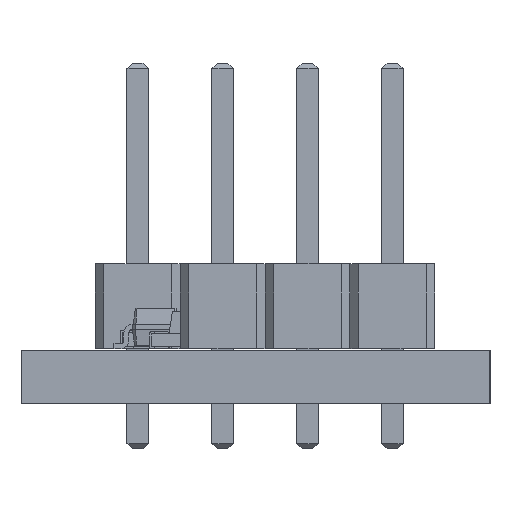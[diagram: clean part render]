
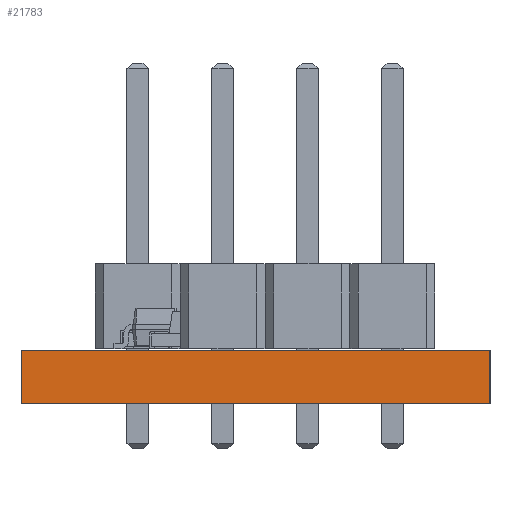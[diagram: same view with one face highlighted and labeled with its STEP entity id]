
A CAD part, left-side view. The second image highlights one B-rep face of the part: STEP entity #21783.
In plain terms, the highlighted planar face has unit normal (-1, 0, 0).
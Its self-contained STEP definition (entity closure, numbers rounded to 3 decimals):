
#21667 = EDGE_CURVE('',#21668,#21670,#21672,.T.);
#21668 = VERTEX_POINT('',#21669);
#21669 = CARTESIAN_POINT('',(96.,-82.,0.));
#21670 = VERTEX_POINT('',#21671);
#21671 = CARTESIAN_POINT('',(96.,-82.,1.6));
#21672 = SURFACE_CURVE('',#21673,(#21677,#21689),.PCURVE_S1.);
#21673 = LINE('',#21674,#21675);
#21674 = CARTESIAN_POINT('',(96.,-82.,0.));
#21675 = VECTOR('',#21676,1.);
#21676 = DIRECTION('',(0.,0.,1.));
#21677 = PCURVE('',#21678,#21683);
#21678 = PLANE('',#21679);
#21679 = AXIS2_PLACEMENT_3D('',#21680,#21681,#21682);
#21680 = CARTESIAN_POINT('',(96.,-82.,0.));
#21681 = DIRECTION('',(0.,1.,0.));
#21682 = DIRECTION('',(1.,0.,0.));
#21683 = DEFINITIONAL_REPRESENTATION('',(#21684),#21688);
#21684 = LINE('',#21685,#21686);
#21685 = CARTESIAN_POINT('',(0.,0.));
#21686 = VECTOR('',#21687,1.);
#21687 = DIRECTION('',(0.,-1.));
#21688 = ( GEOMETRIC_REPRESENTATION_CONTEXT(2) 
PARAMETRIC_REPRESENTATION_CONTEXT() REPRESENTATION_CONTEXT('2D SPACE',''
  ) );
#21689 = PCURVE('',#21690,#21695);
#21690 = PLANE('',#21691);
#21691 = AXIS2_PLACEMENT_3D('',#21692,#21693,#21694);
#21692 = CARTESIAN_POINT('',(96.,-96.,0.));
#21693 = DIRECTION('',(-1.,0.,0.));
#21694 = DIRECTION('',(0.,1.,0.));
#21695 = DEFINITIONAL_REPRESENTATION('',(#21696),#21700);
#21696 = LINE('',#21697,#21698);
#21697 = CARTESIAN_POINT('',(14.,0.));
#21698 = VECTOR('',#21699,1.);
#21699 = DIRECTION('',(0.,-1.));
#21700 = ( GEOMETRIC_REPRESENTATION_CONTEXT(2) 
PARAMETRIC_REPRESENTATION_CONTEXT() REPRESENTATION_CONTEXT('2D SPACE',''
  ) );
#21718 = PLANE('',#21719);
#21719 = AXIS2_PLACEMENT_3D('',#21720,#21721,#21722);
#21720 = CARTESIAN_POINT('',(114.,-89.,1.6));
#21721 = DIRECTION('',(-0.,-0.,-1.));
#21722 = DIRECTION('',(-1.,0.,0.));
#21772 = PLANE('',#21773);
#21773 = AXIS2_PLACEMENT_3D('',#21774,#21775,#21776);
#21774 = CARTESIAN_POINT('',(114.,-89.,0.));
#21775 = DIRECTION('',(-0.,-0.,-1.));
#21776 = DIRECTION('',(-1.,0.,0.));
#21783 = ADVANCED_FACE('',(#21784),#21690,.T.);
#21784 = FACE_BOUND('',#21785,.T.);
#21785 = EDGE_LOOP('',(#21786,#21816,#21837,#21838));
#21786 = ORIENTED_EDGE('',*,*,#21787,.T.);
#21787 = EDGE_CURVE('',#21788,#21790,#21792,.T.);
#21788 = VERTEX_POINT('',#21789);
#21789 = CARTESIAN_POINT('',(96.,-96.,0.));
#21790 = VERTEX_POINT('',#21791);
#21791 = CARTESIAN_POINT('',(96.,-96.,1.6));
#21792 = SURFACE_CURVE('',#21793,(#21797,#21804),.PCURVE_S1.);
#21793 = LINE('',#21794,#21795);
#21794 = CARTESIAN_POINT('',(96.,-96.,0.));
#21795 = VECTOR('',#21796,1.);
#21796 = DIRECTION('',(0.,0.,1.));
#21797 = PCURVE('',#21690,#21798);
#21798 = DEFINITIONAL_REPRESENTATION('',(#21799),#21803);
#21799 = LINE('',#21800,#21801);
#21800 = CARTESIAN_POINT('',(0.,0.));
#21801 = VECTOR('',#21802,1.);
#21802 = DIRECTION('',(0.,-1.));
#21803 = ( GEOMETRIC_REPRESENTATION_CONTEXT(2) 
PARAMETRIC_REPRESENTATION_CONTEXT() REPRESENTATION_CONTEXT('2D SPACE',''
  ) );
#21804 = PCURVE('',#21805,#21810);
#21805 = PLANE('',#21806);
#21806 = AXIS2_PLACEMENT_3D('',#21807,#21808,#21809);
#21807 = CARTESIAN_POINT('',(132.,-96.,0.));
#21808 = DIRECTION('',(0.,-1.,0.));
#21809 = DIRECTION('',(-1.,0.,0.));
#21810 = DEFINITIONAL_REPRESENTATION('',(#21811),#21815);
#21811 = LINE('',#21812,#21813);
#21812 = CARTESIAN_POINT('',(36.,0.));
#21813 = VECTOR('',#21814,1.);
#21814 = DIRECTION('',(0.,-1.));
#21815 = ( GEOMETRIC_REPRESENTATION_CONTEXT(2) 
PARAMETRIC_REPRESENTATION_CONTEXT() REPRESENTATION_CONTEXT('2D SPACE',''
  ) );
#21816 = ORIENTED_EDGE('',*,*,#21817,.T.);
#21817 = EDGE_CURVE('',#21790,#21670,#21818,.T.);
#21818 = SURFACE_CURVE('',#21819,(#21823,#21830),.PCURVE_S1.);
#21819 = LINE('',#21820,#21821);
#21820 = CARTESIAN_POINT('',(96.,-96.,1.6));
#21821 = VECTOR('',#21822,1.);
#21822 = DIRECTION('',(0.,1.,0.));
#21823 = PCURVE('',#21690,#21824);
#21824 = DEFINITIONAL_REPRESENTATION('',(#21825),#21829);
#21825 = LINE('',#21826,#21827);
#21826 = CARTESIAN_POINT('',(0.,-1.6));
#21827 = VECTOR('',#21828,1.);
#21828 = DIRECTION('',(1.,0.));
#21829 = ( GEOMETRIC_REPRESENTATION_CONTEXT(2) 
PARAMETRIC_REPRESENTATION_CONTEXT() REPRESENTATION_CONTEXT('2D SPACE',''
  ) );
#21830 = PCURVE('',#21718,#21831);
#21831 = DEFINITIONAL_REPRESENTATION('',(#21832),#21836);
#21832 = LINE('',#21833,#21834);
#21833 = CARTESIAN_POINT('',(18.,-7.));
#21834 = VECTOR('',#21835,1.);
#21835 = DIRECTION('',(0.,1.));
#21836 = ( GEOMETRIC_REPRESENTATION_CONTEXT(2) 
PARAMETRIC_REPRESENTATION_CONTEXT() REPRESENTATION_CONTEXT('2D SPACE',''
  ) );
#21837 = ORIENTED_EDGE('',*,*,#21667,.F.);
#21838 = ORIENTED_EDGE('',*,*,#21839,.F.);
#21839 = EDGE_CURVE('',#21788,#21668,#21840,.T.);
#21840 = SURFACE_CURVE('',#21841,(#21845,#21852),.PCURVE_S1.);
#21841 = LINE('',#21842,#21843);
#21842 = CARTESIAN_POINT('',(96.,-96.,0.));
#21843 = VECTOR('',#21844,1.);
#21844 = DIRECTION('',(0.,1.,0.));
#21845 = PCURVE('',#21690,#21846);
#21846 = DEFINITIONAL_REPRESENTATION('',(#21847),#21851);
#21847 = LINE('',#21848,#21849);
#21848 = CARTESIAN_POINT('',(0.,0.));
#21849 = VECTOR('',#21850,1.);
#21850 = DIRECTION('',(1.,0.));
#21851 = ( GEOMETRIC_REPRESENTATION_CONTEXT(2) 
PARAMETRIC_REPRESENTATION_CONTEXT() REPRESENTATION_CONTEXT('2D SPACE',''
  ) );
#21852 = PCURVE('',#21772,#21853);
#21853 = DEFINITIONAL_REPRESENTATION('',(#21854),#21858);
#21854 = LINE('',#21855,#21856);
#21855 = CARTESIAN_POINT('',(18.,-7.));
#21856 = VECTOR('',#21857,1.);
#21857 = DIRECTION('',(0.,1.));
#21858 = ( GEOMETRIC_REPRESENTATION_CONTEXT(2) 
PARAMETRIC_REPRESENTATION_CONTEXT() REPRESENTATION_CONTEXT('2D SPACE',''
  ) );
